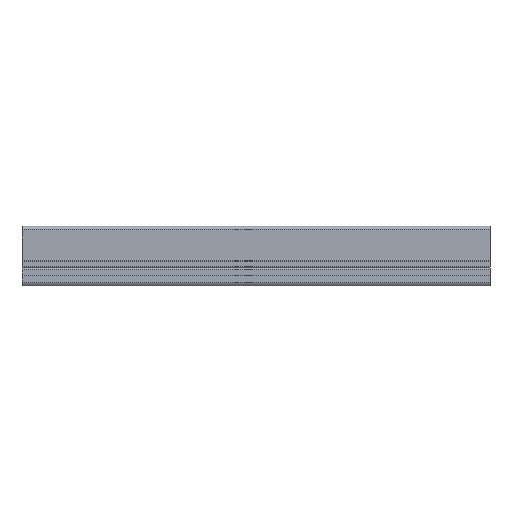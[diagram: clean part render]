
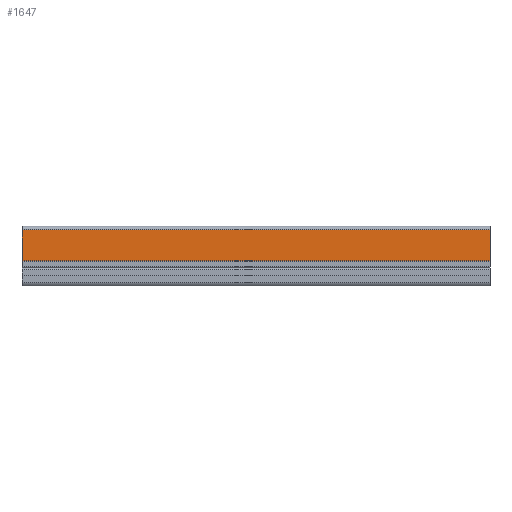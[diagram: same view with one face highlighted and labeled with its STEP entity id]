
A CAD part, left-side view. The second image highlights one B-rep face of the part: STEP entity #1647.
In plain terms, the highlighted planar face has unit normal (-1, 0, 0).
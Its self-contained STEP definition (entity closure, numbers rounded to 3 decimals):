
#170=FACE_OUTER_BOUND('',#252,.T.);
#252=EDGE_LOOP('',(#1316,#1317,#1318,#1319));
#426=LINE('',#2682,#612);
#427=LINE('',#2685,#613);
#428=LINE('',#2687,#614);
#429=LINE('',#2688,#615);
#612=VECTOR('',#2203,10.);
#613=VECTOR('',#2206,10.);
#614=VECTOR('',#2207,10.);
#615=VECTOR('',#2208,10.);
#780=VERTEX_POINT('',#2678);
#781=VERTEX_POINT('',#2680);
#782=VERTEX_POINT('',#2684);
#783=VERTEX_POINT('',#2686);
#1008=EDGE_CURVE('',#780,#781,#426,.T.);
#1009=EDGE_CURVE('',#780,#782,#427,.T.);
#1010=EDGE_CURVE('',#783,#781,#428,.T.);
#1011=EDGE_CURVE('',#782,#783,#429,.T.);
#1316=ORIENTED_EDGE('',*,*,#1009,.F.);
#1317=ORIENTED_EDGE('',*,*,#1008,.T.);
#1318=ORIENTED_EDGE('',*,*,#1010,.F.);
#1319=ORIENTED_EDGE('',*,*,#1011,.F.);
#1567=PLANE('',#1793);
#1647=ADVANCED_FACE('',(#170),#1567,.T.);
#1793=AXIS2_PLACEMENT_3D('',#2683,#2204,#2205);
#2203=DIRECTION('',(0.,1.,0.));
#2204=DIRECTION('center_axis',(-1.,0.,0.));
#2205=DIRECTION('ref_axis',(0.,0.,1.));
#2206=DIRECTION('',(0.,0.,-1.));
#2207=DIRECTION('',(0.,0.,1.));
#2208=DIRECTION('',(0.,1.,0.));
#2678=CARTESIAN_POINT('',(0.,0.,30.));
#2680=CARTESIAN_POINT('',(0.,250.,30.));
#2682=CARTESIAN_POINT('',(0.,0.,30.));
#2683=CARTESIAN_POINT('Origin',(0.,0.,13.518));
#2684=CARTESIAN_POINT('',(0.,0.,13.518));
#2685=CARTESIAN_POINT('',(0.,0.,30.));
#2686=CARTESIAN_POINT('',(0.,250.,13.518));
#2687=CARTESIAN_POINT('',(0.,250.,30.));
#2688=CARTESIAN_POINT('',(0.,0.,13.518));
